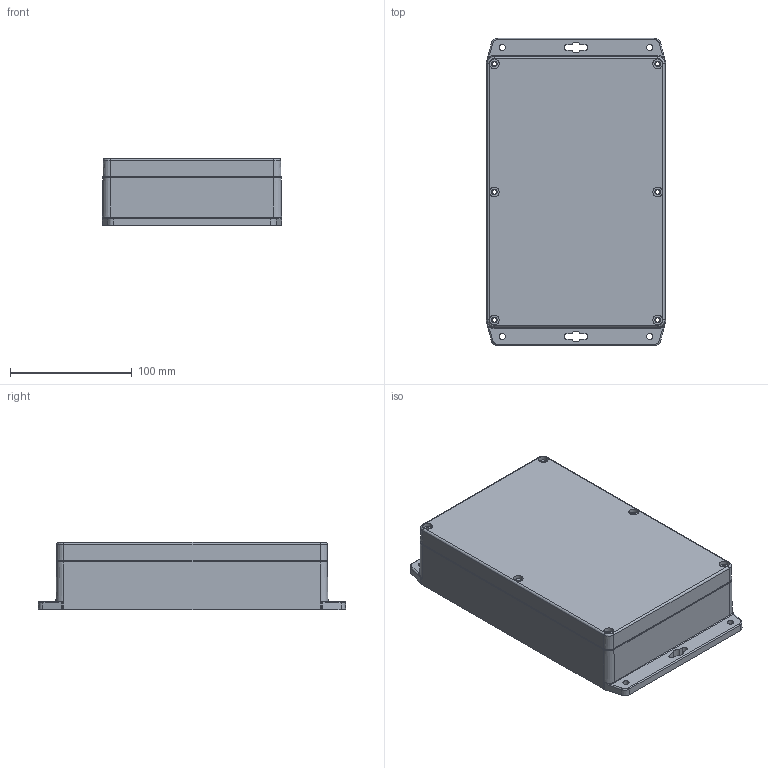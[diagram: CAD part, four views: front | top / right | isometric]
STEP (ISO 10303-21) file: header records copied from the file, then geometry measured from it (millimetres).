
FILE_DESCRIPTION (( 'STEP AP214' ), '1' );
FILE_NAME ('G218組合件.STEP', '2010-12-07T03:07:15', ( 'NEF User' ), ( 'NEF User' ), 'SwSTEP 2.0', 'SolidWorks 2010', '' );
FILE_SCHEMA (( 'AUTOMOTIVE_DESIGN' ));
Length unit declared in the file: millimetre
Products named in the file (3): G218-COVER; G218-BASE; G218組合件
Assembly tree (2 placements, depth 2):
  G218組合件
    G218-BASE
    G218-COVER
Bounding box: 147.36 x 252 x 55 mm (x, y, z)
Volume: 361662.6 mm3; surface area: 236831.1 mm2
Topology: 2 solids, 2 shells, 832 faces, 2125 edges, 1352 vertices
Faces by surface type: plane 304, cylinder 242, cone 216, bspline 70
Entity records: 28278 total; most frequent: CARTESIAN_POINT 7847, DIRECTION 4372, ORIENTED_EDGE 4200, EDGE_CURVE 2100, AXIS2_PLACEMENT_3D 1645, VERTEX_POINT 1352, LINE 1082, VECTOR 1082
